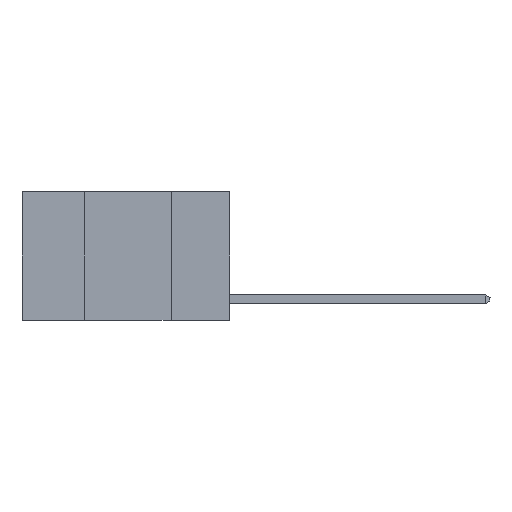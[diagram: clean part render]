
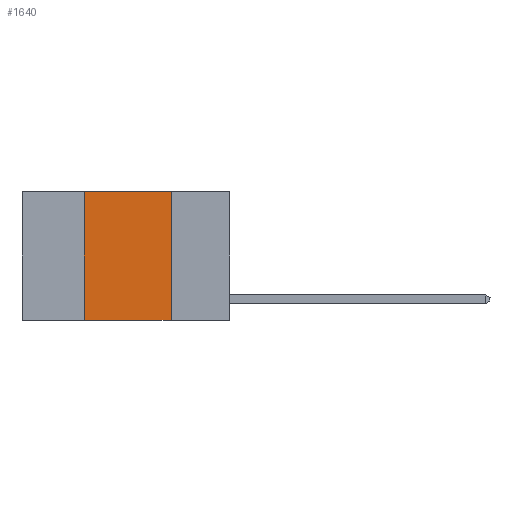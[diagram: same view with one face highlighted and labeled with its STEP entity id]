
A CAD part, left-side view. The second image highlights one B-rep face of the part: STEP entity #1640.
In plain terms, the highlighted planar face has unit normal (-1, 0, 0).
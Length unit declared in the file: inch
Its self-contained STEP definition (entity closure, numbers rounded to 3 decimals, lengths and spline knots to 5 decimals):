
#614 = VECTOR ( 'NONE', #26505, 39.37008 ) ;
#1310 = VERTEX_POINT ( 'NONE', #1656 ) ;
#1316 = CARTESIAN_POINT ( 'NONE',  ( 0., 0.42, -0.37 ) ) ;
#1640 = ADVANCED_FACE ( 'NONE', ( #10200 ), #5779, .F. ) ;
#1656 = CARTESIAN_POINT ( 'NONE',  ( 0., 0.17, -0.37 ) ) ;
#3003 = CARTESIAN_POINT ( 'NONE',  ( 0., 0.42, 0. ) ) ;
#3164 = DIRECTION ( 'NONE',  ( 0., 0., 1. ) ) ;
#5779 = PLANE ( 'NONE',  #29201 ) ;
#6649 = CARTESIAN_POINT ( 'NONE',  ( 0., 0.6, -0.37 ) ) ;
#8759 = ORIENTED_EDGE ( 'NONE', *, *, #10522, .F. ) ;
#9738 = EDGE_CURVE ( 'NONE', #10709, #28372, #17720, .T. ) ;
#10200 = FACE_OUTER_BOUND ( 'NONE', #30539, .T. ) ;
#10511 = EDGE_CURVE ( 'NONE', #19082, #1310, #11665, .T. ) ;
#10522 = EDGE_CURVE ( 'NONE', #28372, #19082, #31131, .T. ) ;
#10709 = VERTEX_POINT ( 'NONE', #1316 ) ;
#11060 = ORIENTED_EDGE ( 'NONE', *, *, #9738, .F. ) ;
#11665 = LINE ( 'NONE', #16882, #614 ) ;
#12779 = VECTOR ( 'NONE', #25938, 39.37008 ) ;
#16292 = VECTOR ( 'NONE', #30974, 39.37008 ) ;
#16882 = CARTESIAN_POINT ( 'NONE',  ( 0., 0.17, 0. ) ) ;
#17485 = DIRECTION ( 'NONE',  ( 1., 0., 0. ) ) ;
#17720 = LINE ( 'NONE', #3003, #23811 ) ;
#18673 = LINE ( 'NONE', #6649, #12779 ) ;
#19082 = VERTEX_POINT ( 'NONE', #29609 ) ;
#19204 = ORIENTED_EDGE ( 'NONE', *, *, #10511, .F. ) ;
#19408 = CARTESIAN_POINT ( 'NONE',  ( 0., 0.6, 0. ) ) ;
#19868 = CARTESIAN_POINT ( 'NONE',  ( 0., 0.6, 0. ) ) ;
#21908 = DIRECTION ( 'NONE',  ( 0., 0., -1. ) ) ;
#22306 = EDGE_CURVE ( 'NONE', #10709, #1310, #18673, .T. ) ;
#23811 = VECTOR ( 'NONE', #3164, 39.37008 ) ;
#25000 = CARTESIAN_POINT ( 'NONE',  ( 0., 0.42, 0. ) ) ;
#25938 = DIRECTION ( 'NONE',  ( 0., -1., 0. ) ) ;
#26505 = DIRECTION ( 'NONE',  ( 0., 0., -1. ) ) ;
#28372 = VERTEX_POINT ( 'NONE', #25000 ) ;
#28488 = ORIENTED_EDGE ( 'NONE', *, *, #22306, .T. ) ;
#29201 = AXIS2_PLACEMENT_3D ( 'NONE', #19868, #17485, #21908 ) ;
#29609 = CARTESIAN_POINT ( 'NONE',  ( 0., 0.17, 0. ) ) ;
#30539 = EDGE_LOOP ( 'NONE', ( #19204, #8759, #11060, #28488 ) ) ;
#30974 = DIRECTION ( 'NONE',  ( 0., -1., 0. ) ) ;
#31131 = LINE ( 'NONE', #19408, #16292 ) ;
